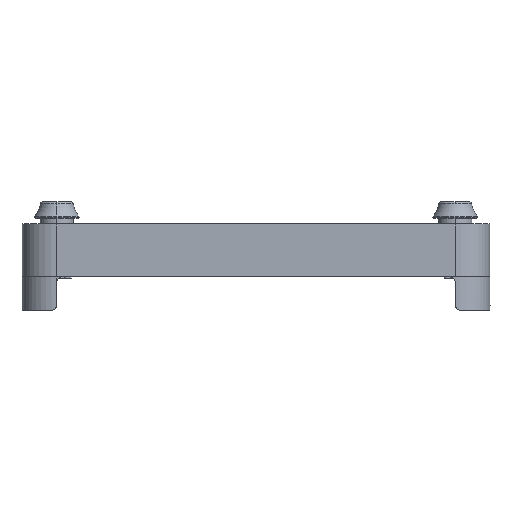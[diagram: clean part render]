
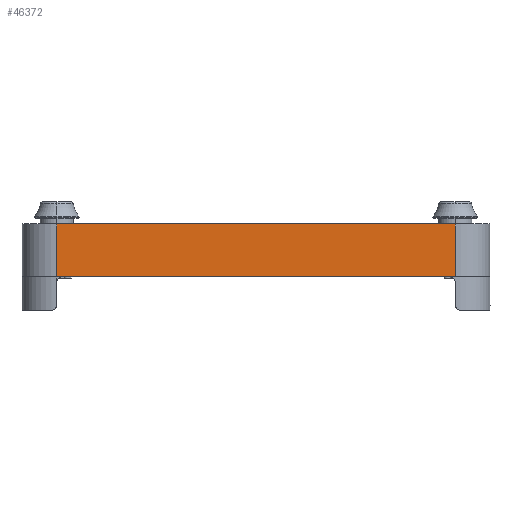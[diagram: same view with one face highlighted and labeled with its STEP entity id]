
A CAD part, left-side view. The second image highlights one B-rep face of the part: STEP entity #46372.
In plain terms, the highlighted planar face has unit normal (-1, 0, 0).
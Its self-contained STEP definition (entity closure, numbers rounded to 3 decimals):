
#1242=CARTESIAN_POINT('',(-42.0,35.715,-2.0));
#1243=VERTEX_POINT('',#1242);
#5618=CARTESIAN_POINT('',(-42.0,-35.715,-2.0));
#5619=VERTEX_POINT('',#5618);
#5627=CARTESIAN_POINT('',(-42.0,-35.715,-2.0));
#5628=DIRECTION('',(0.0,1.0,0.0));
#5629=VECTOR('',#5628,71.429);
#5630=LINE('',#5627,#5629);
#5631=EDGE_CURVE('',#5619,#1243,#5630,.T.);
#44459=CARTESIAN_POINT('',(-42.,-35.75,-2.0));
#44460=VERTEX_POINT('',#44459);
#44468=CARTESIAN_POINT('',(-42.,-35.75,-2.0));
#44469=DIRECTION('',(0.,1.0,0.0));
#44470=VECTOR('',#44469,0.035);
#44471=LINE('',#44468,#44470);
#44472=EDGE_CURVE('',#44460,#5619,#44471,.T.);
#44733=CARTESIAN_POINT('',(-42.,35.75,-2.0));
#44734=VERTEX_POINT('',#44733);
#44752=CARTESIAN_POINT('',(-42.0,35.715,-2.0));
#44753=DIRECTION('',(0.,1.0,0.0));
#44754=VECTOR('',#44753,0.035);
#44755=LINE('',#44752,#44754);
#44756=EDGE_CURVE('',#1243,#44734,#44755,.T.);
#46340=CARTESIAN_POINT('',(-42.,-35.75,-2.0));
#46341=DIRECTION('',(-1.0,0.0,0.0));
#46342=DIRECTION('',(0.0,0.0,1.0));
#46343=AXIS2_PLACEMENT_3D('',#46340,#46341,#46342);
#46344=PLANE('',#46343);
#46345=CARTESIAN_POINT('',(-42.,-35.75,7.5));
#46346=VERTEX_POINT('',#46345);
#46347=CARTESIAN_POINT('',(-42.,-35.75,-2.0));
#46348=DIRECTION('',(0.0,0.0,1.0));
#46349=VECTOR('',#46348,9.5);
#46350=LINE('',#46347,#46349);
#46351=EDGE_CURVE('',#44460,#46346,#46350,.T.);
#46352=ORIENTED_EDGE('',*,*,#46351,.T.);
#46353=CARTESIAN_POINT('',(-42.,35.75,7.5));
#46354=VERTEX_POINT('',#46353);
#46355=CARTESIAN_POINT('',(-42.,-35.75,7.5));
#46356=DIRECTION('',(0.0,1.0,0.0));
#46357=VECTOR('',#46356,71.5);
#46358=LINE('',#46355,#46357);
#46359=EDGE_CURVE('',#46346,#46354,#46358,.T.);
#46360=ORIENTED_EDGE('',*,*,#46359,.T.);
#46361=CARTESIAN_POINT('',(-42.,35.75,-2.0));
#46362=DIRECTION('',(0.0,0.0,1.0));
#46363=VECTOR('',#46362,9.5);
#46364=LINE('',#46361,#46363);
#46365=EDGE_CURVE('',#44734,#46354,#46364,.T.);
#46366=ORIENTED_EDGE('',*,*,#46365,.F.);
#46367=ORIENTED_EDGE('',*,*,#44756,.F.);
#46368=ORIENTED_EDGE('',*,*,#5631,.F.);
#46369=ORIENTED_EDGE('',*,*,#44472,.F.);
#46370=EDGE_LOOP('',(#46352,#46360,#46366,#46367,#46368,#46369));
#46371=FACE_OUTER_BOUND('',#46370,.T.);
#46372=ADVANCED_FACE('',(#46371),#46344,.T.);
